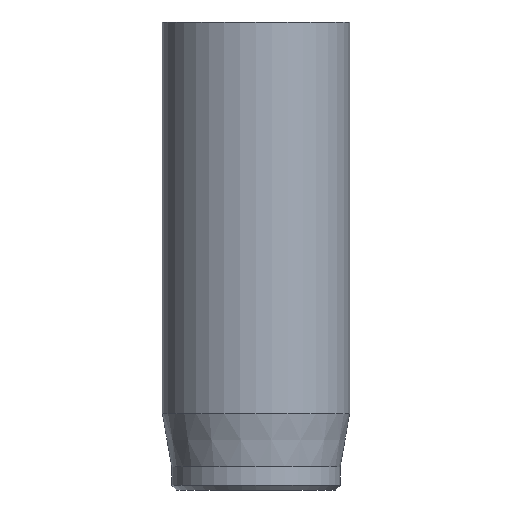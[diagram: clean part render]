
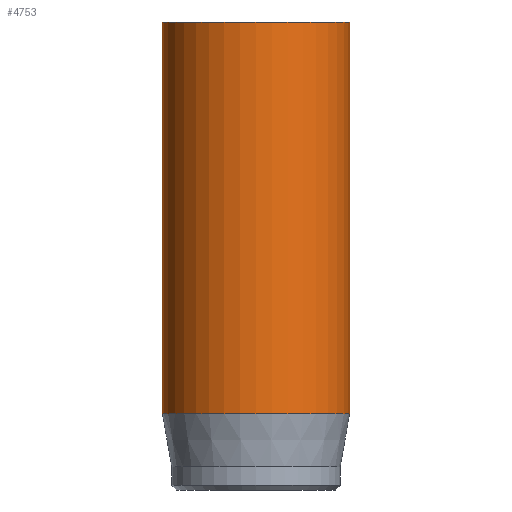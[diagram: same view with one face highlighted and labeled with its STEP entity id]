
A CAD part, front view. The second image highlights one B-rep face of the part: STEP entity #4753.
In plain terms, the highlighted cylindrical face has radius 4 mm (diameter 8 mm), a full revolution.
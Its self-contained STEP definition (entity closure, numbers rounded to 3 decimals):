
#32=CYLINDRICAL_SURFACE('',#4926,4.);
#47=CIRCLE('',#4893,4.);
#63=CIRCLE('',#4924,4.);
#64=CIRCLE('',#4925,4.);
#837=FACE_OUTER_BOUND('',#1119,.T.);
#1119=EDGE_LOOP('',(#4329,#4330,#4331,#4332,#4333));
#1458=LINE('',#9126,#1803);
#1803=VECTOR('',#5477,4.);
#2256=VERTEX_POINT('',#9065);
#2272=VERTEX_POINT('',#9120);
#2273=VERTEX_POINT('',#9121);
#2939=EDGE_CURVE('',#2256,#2256,#47,.T.);
#2963=EDGE_CURVE('',#2272,#2273,#63,.T.);
#2964=EDGE_CURVE('',#2273,#2272,#64,.T.);
#2966=EDGE_CURVE('',#2256,#2272,#1458,.T.);
#4329=ORIENTED_EDGE('',*,*,#2939,.T.);
#4330=ORIENTED_EDGE('',*,*,#2966,.T.);
#4331=ORIENTED_EDGE('',*,*,#2963,.T.);
#4332=ORIENTED_EDGE('',*,*,#2964,.T.);
#4333=ORIENTED_EDGE('',*,*,#2966,.F.);
#4753=ADVANCED_FACE('',(#837),#32,.T.);
#4893=AXIS2_PLACEMENT_3D('',#9066,#5400,#5401);
#4924=AXIS2_PLACEMENT_3D('',#9122,#5470,#5471);
#4925=AXIS2_PLACEMENT_3D('',#9123,#5472,#5473);
#4926=AXIS2_PLACEMENT_3D('',#9125,#5475,#5476);
#5400=DIRECTION('center_axis',(0.,0.,-1.));
#5401=DIRECTION('ref_axis',(-1.,0.,0.));
#5470=DIRECTION('center_axis',(0.,0.,1.));
#5471=DIRECTION('ref_axis',(-1.,0.,0.));
#5472=DIRECTION('center_axis',(0.,0.,1.));
#5473=DIRECTION('ref_axis',(-1.,0.,0.));
#5475=DIRECTION('center_axis',(0.,0.,1.));
#5476=DIRECTION('ref_axis',(-1.,0.,0.));
#5477=DIRECTION('',(0.,0.,-1.));
#9065=CARTESIAN_POINT('',(4.,0.,20.));
#9066=CARTESIAN_POINT('Origin',(0.,0.,20.));
#9120=CARTESIAN_POINT('',(4.,0.,3.269));
#9121=CARTESIAN_POINT('',(-4.,0.,3.269));
#9122=CARTESIAN_POINT('Origin',(0.,0.,3.269));
#9123=CARTESIAN_POINT('Origin',(0.,0.,3.269));
#9125=CARTESIAN_POINT('Origin',(0.,0.,0.));
#9126=CARTESIAN_POINT('',(4.,0.,0.));
